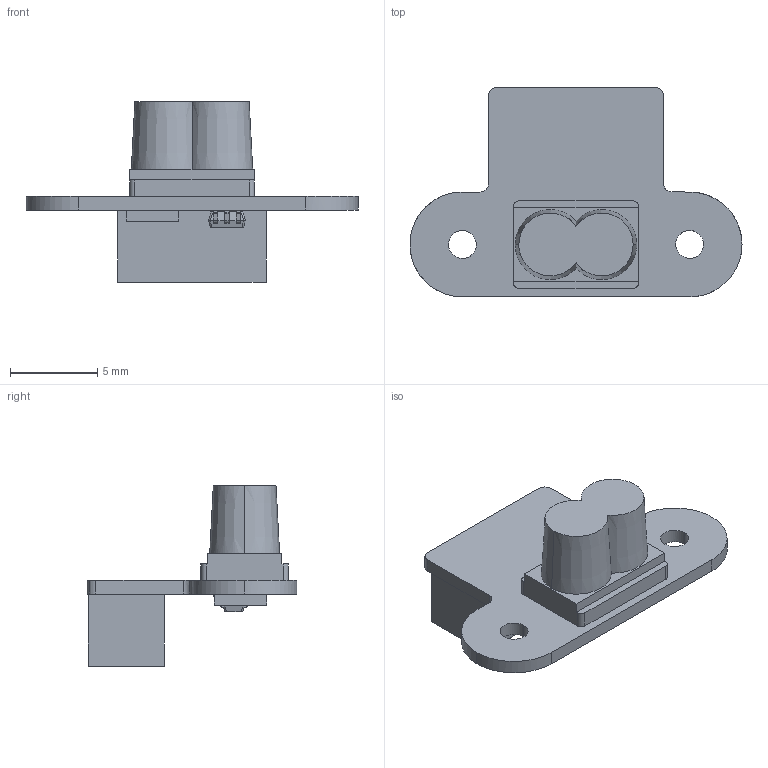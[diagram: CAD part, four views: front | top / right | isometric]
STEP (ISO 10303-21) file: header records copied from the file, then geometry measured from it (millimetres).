
FILE_DESCRIPTION(('FreeCAD Model'),'2;1');
FILE_NAME('Open CASCADE Shape Model','2025-05-10T19:54:47',(''),(''), 'Open CASCADE STEP processor 7.8','FreeCAD','Unknown');
FILE_SCHEMA(('AUTOMOTIVE_DESIGN { 1 0 10303 214 1 1 1 1 }'));
Length unit declared in the file: millimetre
Products named in the file (38): TOFSense-F2 Mini037; TOFSense-F2 Mini; TOFSense-F2 Mini001; TOFSense-F2 Mini002; TOFSense-F2 Mini003; TOFSense-F2 Mini004; TOFSense-F2 Mini005; TOFSense-F2 Mini006; TOFSense-F2 Mini007; TOFSense-F2 Mini008; TOFSense-F2 Mini009; TOFSense-F2 Mini010; TOFSense-F2 Mini011; TOFSense-F2 Mini012; TOFSense-F2 Mini013; TOFSense-F2 Mini014; TOFSense-F2 Mini015; TOFSense-F2 Mini016; TOFSense-F2 Mini017; TOFSense-F2 Mini018; TOFSense-F2 Mini019; TOFSense-F2 Mini020; TOFSense-F2 Mini021; TOFSense-F2 Mini022; TOFSense-F2 Mini023; TOFSense-F2 Mini024; TOFSense-F2 Mini025; TOFSense-F2 Mini026; TOFSense-F2 Mini027; TOFSense-F2 Mini028; TOFSense-F2 Mini029; TOFSense-F2 Mini030; TOFSense-F2 Mini031; TOFSense-F2 Mini032; TOFSense-F2 Mini033; TOFSense-F2 Mini034; TOFSense-F2 Mini035; TOFSense-F2 Mini036
Assembly tree (37 placements, depth 2):
  TOFSense-F2 Mini037
    TOFSense-F2 Mini
    TOFSense-F2 Mini001
    TOFSense-F2 Mini002
    TOFSense-F2 Mini003
    TOFSense-F2 Mini004
    TOFSense-F2 Mini005
    TOFSense-F2 Mini006
    TOFSense-F2 Mini007
    TOFSense-F2 Mini008
    TOFSense-F2 Mini009
    TOFSense-F2 Mini010
    TOFSense-F2 Mini011
    TOFSense-F2 Mini012
    TOFSense-F2 Mini013
    TOFSense-F2 Mini014
    TOFSense-F2 Mini015
    TOFSense-F2 Mini016
    TOFSense-F2 Mini017
    TOFSense-F2 Mini018
    TOFSense-F2 Mini019
    TOFSense-F2 Mini020
    TOFSense-F2 Mini021
    TOFSense-F2 Mini022
    TOFSense-F2 Mini023
    TOFSense-F2 Mini024
    TOFSense-F2 Mini025
    TOFSense-F2 Mini026
    TOFSense-F2 Mini027
    TOFSense-F2 Mini028
    TOFSense-F2 Mini029
    TOFSense-F2 Mini030
    TOFSense-F2 Mini031
    TOFSense-F2 Mini032
    TOFSense-F2 Mini033
    TOFSense-F2 Mini034
    TOFSense-F2 Mini035
    TOFSense-F2 Mini036
Bounding box: 19 x 12 x 10.32 mm (x, y, z)
Surface area: 928.4 mm2 (no closed solid volume)
Topology: 0 solids, 37 shells, 616 faces, 1609 edges, 1070 vertices
Faces by surface type: plane 562, cylinder 50, cone 4
Entity records: 21823 total; most frequent: CARTESIAN_POINT 8442, ORIENTED_EDGE 3206, EDGE_CURVE 1609, B_SPLINE_CURVE_WITH_KNOTS 1609, DIRECTION 1308, VERTEX_POINT 1070, AXIS2_PLACEMENT_3D 654, FACE_BOUND 630
